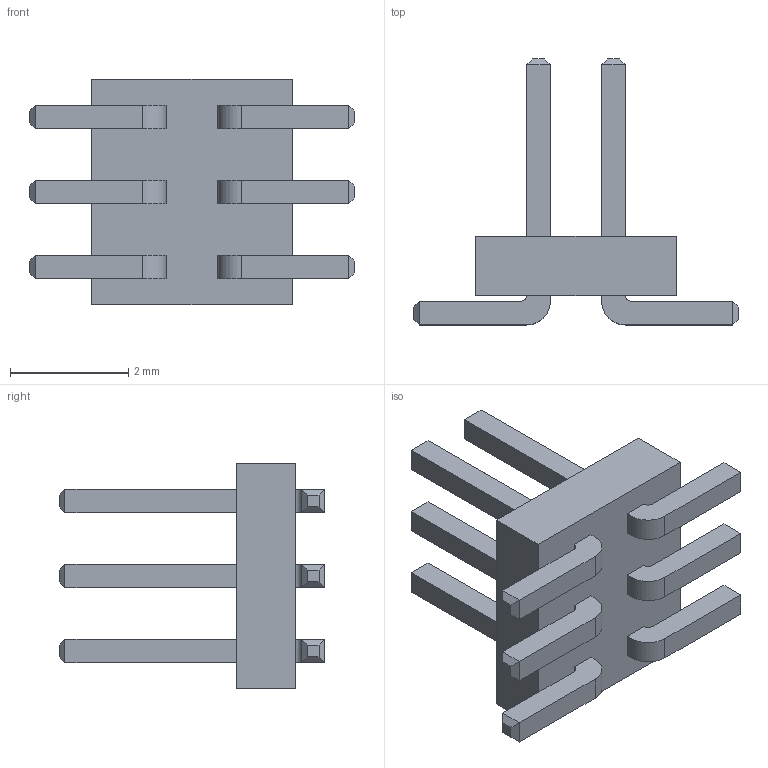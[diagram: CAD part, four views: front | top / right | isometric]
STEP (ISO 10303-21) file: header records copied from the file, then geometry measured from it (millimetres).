
FILE_DESCRIPTION (( 'STEP AP214' ), '1' );
FILE_NAME ('User Library-RM127_6pin_Header.STEP', '2016-04-13T05:57:39', ( 'Windows User' ), ( '' ), 'SwSTEP 2.0', 'SolidWorks 2016', '' );
FILE_SCHEMA (( 'AUTOMOTIVE_DESIGN' ));
Length unit declared in the file: millimetre
Products named in the file (1): User Library-RM127_6pin_Header
Bounding box: 5.5 x 4.5 x 3.81 mm (x, y, z)
Volume: 18 mm3; surface area: 90.1 mm2
Topology: 1 solids, 1 shells, 132 faces, 306 edges, 188 vertices
Faces by surface type: plane 120, cylinder 12
Entity records: 5116 total; most frequent: CARTESIAN_POINT 627, ORIENTED_EDGE 612, DIRECTION 596, EDGE_CURVE 306, LINE 282, VECTOR 282, VERTEX_POINT 188, AXIS2_PLACEMENT_3D 157
